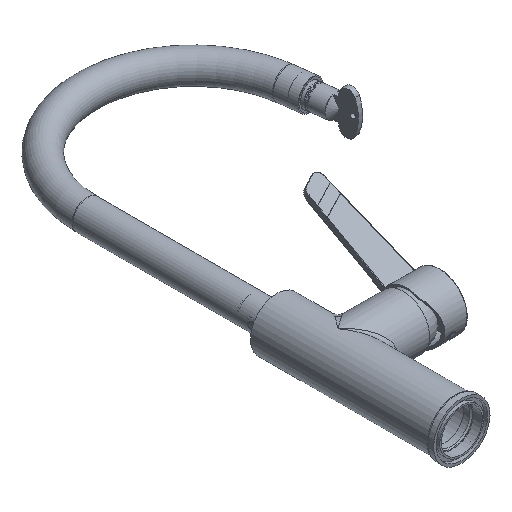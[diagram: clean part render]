
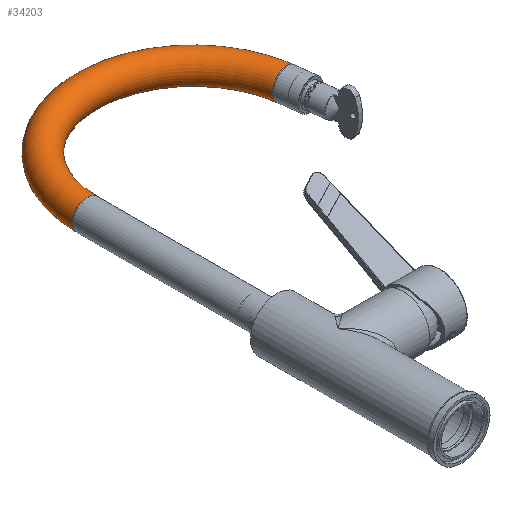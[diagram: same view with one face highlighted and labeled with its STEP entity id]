
A CAD part, isometric view. The second image highlights one B-rep face of the part: STEP entity #34203.
In plain terms, the highlighted toroidal (fillet/blend) face has major radius 87 mm and minor radius 12 mm.
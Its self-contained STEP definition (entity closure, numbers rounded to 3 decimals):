
#537 = EDGE_CURVE ( 'NONE', #25303, #25303, #15374, .T. ) ;
#2344 = FACE_OUTER_BOUND ( 'NONE', #36037, .T. ) ;
#3023 = EDGE_CURVE ( 'NONE', #20208, #20208, #12915, .T. ) ;
#5251 = AXIS2_PLACEMENT_3D ( 'NONE', #36483, #14835, #18445 ) ;
#5308 = CARTESIAN_POINT ( 'NONE',  ( 0., 260.001, 12. ) ) ;
#6491 = DIRECTION ( 'NONE',  ( 0.131, -0.991, 0. ) ) ;
#7827 = DIRECTION ( 'NONE',  ( 0., 0., 1. ) ) ;
#12915 = CIRCLE ( 'NONE', #16882, 12. ) ;
#13022 = EDGE_LOOP ( 'NONE', ( #13224 ) ) ;
#13224 = ORIENTED_EDGE ( 'NONE', *, *, #3023, .F. ) ;
#14127 = CARTESIAN_POINT ( 'NONE',  ( 173.245, 271.44, 0. ) ) ;
#14835 = DIRECTION ( 'NONE',  ( 0., 0., -1. ) ) ;
#14957 = DIRECTION ( 'NONE',  ( 0., 1., 0. ) ) ;
#15374 = CIRCLE ( 'NONE', #25000, 12. ) ;
#16882 = AXIS2_PLACEMENT_3D ( 'NONE', #14127, #6491, #31814 ) ;
#18445 = DIRECTION ( 'NONE',  ( -1., 0., 0. ) ) ;
#20208 = VERTEX_POINT ( 'NONE', #41542 ) ;
#20498 = FACE_OUTER_BOUND ( 'NONE', #13022, .T. ) ;
#21348 = ORIENTED_EDGE ( 'NONE', *, *, #537, .T. ) ;
#25000 = AXIS2_PLACEMENT_3D ( 'NONE', #26336, #14957, #7827 ) ;
#25303 = VERTEX_POINT ( 'NONE', #5308 ) ;
#26336 = CARTESIAN_POINT ( 'NONE',  ( 0., 260.001, 0. ) ) ;
#31814 = DIRECTION ( 'NONE',  ( 0., 0., 1. ) ) ;
#34203 = ADVANCED_FACE ( 'NONE', ( #20498, #2344 ), #39703, .T. ) ;
#36037 = EDGE_LOOP ( 'NONE', ( #21348 ) ) ;
#36483 = CARTESIAN_POINT ( 'NONE',  ( 87., 260.001, 0. ) ) ;
#39703 = TOROIDAL_SURFACE ( 'NONE', #5251, 87., 12. ) ;
#41542 = CARTESIAN_POINT ( 'NONE',  ( 173.245, 271.44, 12. ) ) ;
